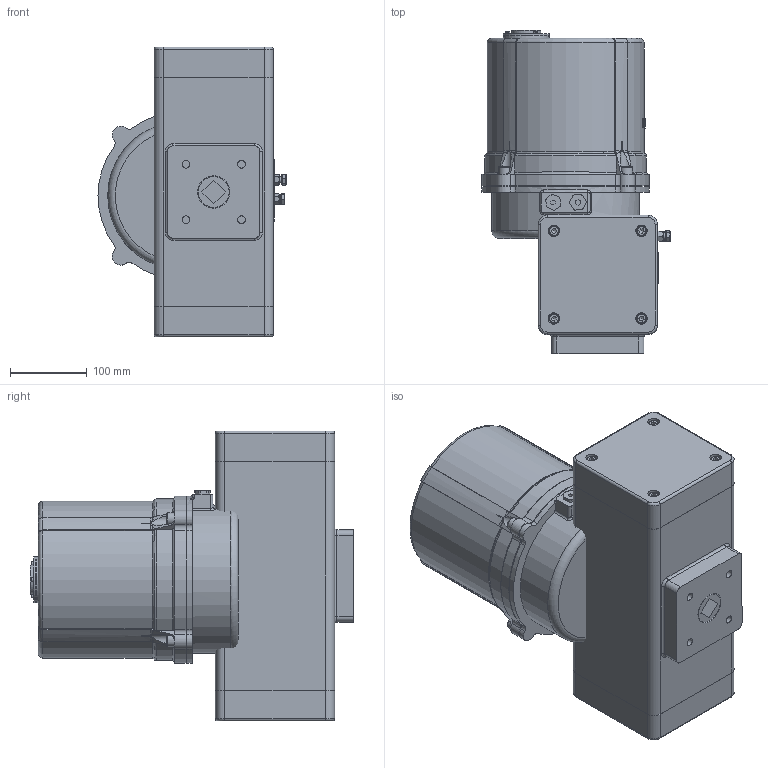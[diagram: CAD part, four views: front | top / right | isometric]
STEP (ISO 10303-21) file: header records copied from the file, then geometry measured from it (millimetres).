
FILE_DESCRIPTION(/* description */ (''),/* implementation_level */ '2;1');
FILE_NAME(/* name */ '014_3D_STEP.stp',/* time_stamp */ '2025-04-22T00:59:39+03:00',/* author */ ('igorr'),/* organization */ (''),/* preprocessor_version */ 'ST-DEVELOPER v20',/* originating_system */ 'Autodesk Inventor 2025',/* authorisation */ '');
FILE_SCHEMA (('AUTOMOTIVE_DESIGN { 1 0 10303 214 3 1 1 }'));
Length unit declared in the file: millimetre
Products named in the file (8): Сборка1; Деталь1; Деталь2; AS 1420 - 1973 - M8 x 16; AS 1420 - 1973 - M10 x 16; AS 1420 - 1973 - M3 x 6; ANSI B18.2.4.2M - M8x1,25; AS 1110 - M8 x 12
Assembly tree (21 placements, depth 2):
  Сборка1
    Деталь1
    Деталь2
    AS 1420 - 1973 - M8 x 16  x8
    AS 1420 - 1973 - M10 x 16  x4
    AS 1420 - 1973 - M3 x 6  x3
    ANSI B18.2.4.2M - M8x1,25  x2
    AS 1110 - M8 x 12  x2
Bounding box: 244.55 x 420.9 x 377 mm (x, y, z)
Volume: 17707046.4 mm3; surface area: 734187.3 mm2
Topology: 23 solids, 23 shells, 708 faces, 1725 edges, 1120 vertices
Faces by surface type: plane 344, cylinder 176, cone 72, torus 65, bspline 51
Full cylindrical faces by diameter (mm): 3 x3, 5.5 x3, 6 x6, 6.647 x2, 8 x12, 10 x8, 13 x10, 15 x8, 16 x4, 27 x2, 37.5 x1, 40 x1, 42 x1, 55.351 x1, 60 x2, 83.86 x1, 192 x1
Entity records: 16902 total; most frequent: CARTESIAN_POINT 4969, ORIENTED_EDGE 2378, DIRECTION 2318, EDGE_CURVE 1189, AXIS2_PLACEMENT_3D 900, VERTEX_POINT 773, EDGE_LOOP 538, LINE 518
